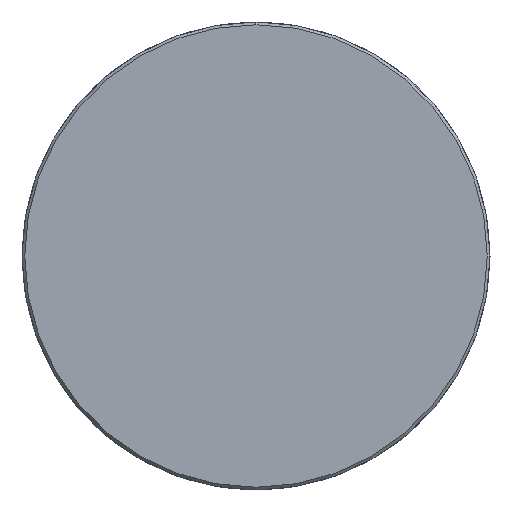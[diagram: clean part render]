
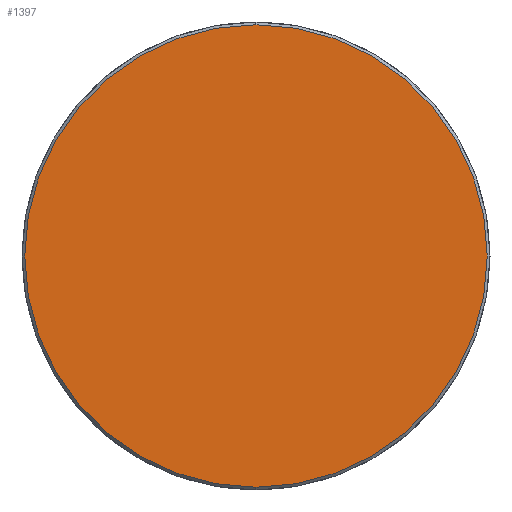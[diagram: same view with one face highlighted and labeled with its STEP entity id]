
A CAD part, left-side view. The second image highlights one B-rep face of the part: STEP entity #1397.
In plain terms, the highlighted planar face has unit normal (-1, 0, 0).
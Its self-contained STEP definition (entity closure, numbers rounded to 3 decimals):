
#37 = DIRECTION ( 'NONE',  ( 0., -1., 0. ) ) ;
#84 = EDGE_CURVE ( 'NONE', #4513, #2592, #1755, .T. ) ;
#331 = ORIENTED_EDGE ( 'NONE', *, *, #1028, .T. ) ;
#489 = DIRECTION ( 'NONE',  ( -1., 0., 0. ) ) ;
#843 = CARTESIAN_POINT ( 'NONE',  ( -174.65, 0., 0. ) ) ;
#1028 = EDGE_CURVE ( 'NONE', #2592, #4513, #3244, .T. ) ;
#1397 = ADVANCED_FACE ( 'NONE', ( #2082 ), #2504, .T. ) ;
#1755 = CIRCLE ( 'NONE', #3171, 83.5 ) ;
#1974 = DIRECTION ( 'NONE',  ( -1., 0., 0. ) ) ;
#2082 = FACE_OUTER_BOUND ( 'NONE', #4399, .T. ) ;
#2267 = CARTESIAN_POINT ( 'NONE',  ( -174.65, 0., -83.5 ) ) ;
#2504 = PLANE ( 'NONE',  #2661 ) ;
#2592 = VERTEX_POINT ( 'NONE', #2716 ) ;
#2661 = AXIS2_PLACEMENT_3D ( 'NONE', #3569, #3242, #37 ) ;
#2716 = CARTESIAN_POINT ( 'NONE',  ( -174.65, 0., 83.5 ) ) ;
#2799 = ORIENTED_EDGE ( 'NONE', *, *, #84, .T. ) ;
#2892 = AXIS2_PLACEMENT_3D ( 'NONE', #3693, #489, #2971 ) ;
#2971 = DIRECTION ( 'NONE',  ( 0., 0., -1. ) ) ;
#3171 = AXIS2_PLACEMENT_3D ( 'NONE', #843, #1974, #4077 ) ;
#3242 = DIRECTION ( 'NONE',  ( -1., 0., 0. ) ) ;
#3244 = CIRCLE ( 'NONE', #2892, 83.5 ) ;
#3569 = CARTESIAN_POINT ( 'NONE',  ( -174.65, 84.502, -84.502 ) ) ;
#3693 = CARTESIAN_POINT ( 'NONE',  ( -174.65, 0., 0. ) ) ;
#4077 = DIRECTION ( 'NONE',  ( 0., 0., -1. ) ) ;
#4399 = EDGE_LOOP ( 'NONE', ( #2799, #331 ) ) ;
#4513 = VERTEX_POINT ( 'NONE', #2267 ) ;
